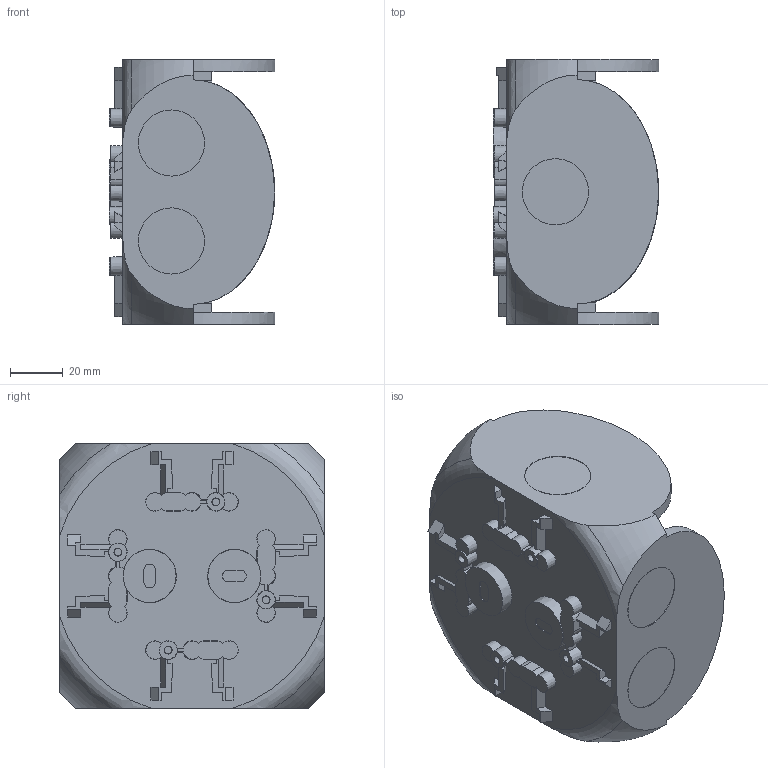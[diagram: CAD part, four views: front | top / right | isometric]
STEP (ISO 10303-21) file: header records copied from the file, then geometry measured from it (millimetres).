
FILE_DESCRIPTION(/* description */ (''),/* implementation_level */ '2;1');
FILE_NAME(/* name */ 'Unterteil Gr.2.stp',/* time_stamp */ '2015-12-17T09:17:33+01:00',/* author */ (''),/* organization */ (''),/* preprocessor_version */ 'ST-DEVELOPER v16',/* originating_system */ 'SIEMENS PLM Software NX 10.0',/* authorisation */ '');
FILE_SCHEMA (('AUTOMOTIVE_DESIGN { 1 0 10303 214 3 1 1 1 }'));
Length unit declared in the file: millimetre
Products named in the file (1): V_62520066_00
Bounding box: 62.5 x 100 x 100 mm (x, y, z)
Volume: 102575.7 mm3; surface area: 64295.8 mm2
Topology: 1 solids, 1 shells, 459 faces, 1284 edges, 866 vertices
Faces by surface type: plane 280, cone 113, cylinder 29, extrusion 24, bspline 5, torus 4, revolution 4
Full cylindrical faces by diameter (mm): 25 x6
Entity records: 19359 total; most frequent: CARTESIAN_POINT 4546, ORIENTED_EDGE 2476, DIRECTION 2291, EDGE_CURVE 1238, VERTEX_POINT 849, AXIS2_PLACEMENT_3D 803, VECTOR 681, LINE 657
